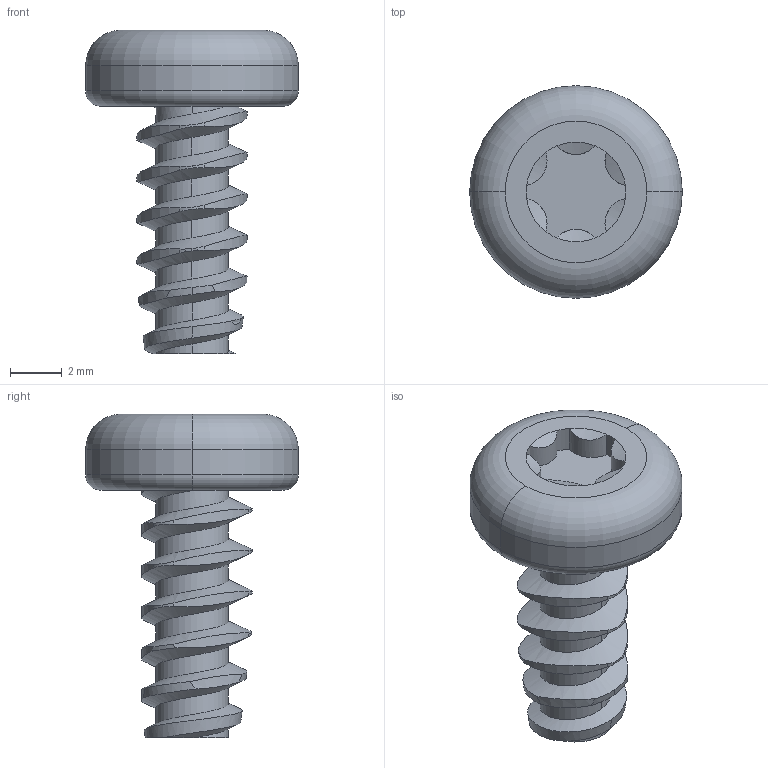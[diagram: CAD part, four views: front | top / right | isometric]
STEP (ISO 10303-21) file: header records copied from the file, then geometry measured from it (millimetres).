
FILE_DESCRIPTION (( 'STEP AP203' ), '1' );
FILE_NAME ('96001A318_Torx Plus Rounded Head Thread-Forming Screws.STEP', '2021-09-14T01:58:11', ( 'Administrator' ), ( 'Managed by Terraform' ), 'SwSTEP 2.0', 'SolidWorks 2017', '' );
FILE_SCHEMA (( 'CONFIG_CONTROL_DESIGN' ));
Length unit declared in the file: inch
Products named in the file (1): 96001A318_Torx Plus Rounded Head Thread-Forming Screws
Bounding box: 8.18 x 8.18 x 12.45 mm (x, y, z)
Volume: 215.8 mm3; surface area: 323.4 mm2
Topology: 1 solids, 1 shells, 91 faces, 251 edges, 164 vertices
Faces by surface type: cylinder 65, cone 16, torus 4, plane 4, bspline 2
Entity records: 4192 total; most frequent: CARTESIAN_POINT 2071, ORIENTED_EDGE 502, DIRECTION 335, EDGE_CURVE 251, VERTEX_POINT 164, AXIS2_PLACEMENT_3D 137, B_SPLINE_CURVE_WITH_KNOTS 114, EDGE_LOOP 93
